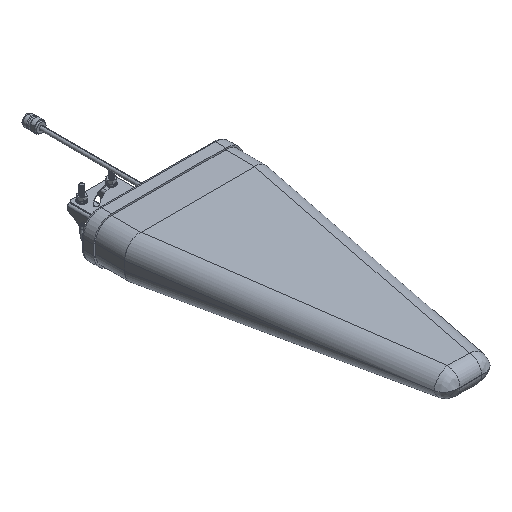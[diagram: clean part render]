
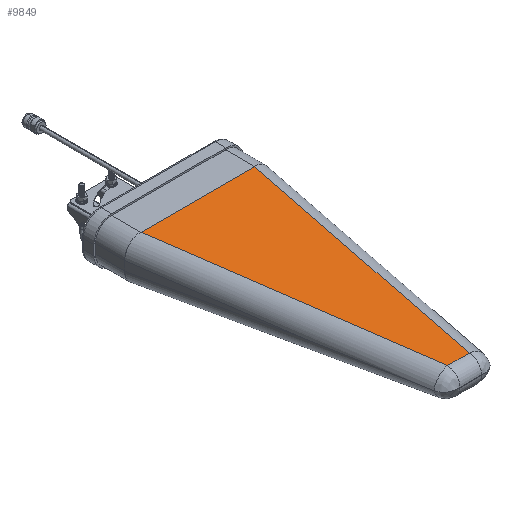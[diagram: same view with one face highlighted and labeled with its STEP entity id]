
A CAD part, isometric view. The second image highlights one B-rep face of the part: STEP entity #9849.
In plain terms, the highlighted planar face has unit normal (0, -0.031, 1).
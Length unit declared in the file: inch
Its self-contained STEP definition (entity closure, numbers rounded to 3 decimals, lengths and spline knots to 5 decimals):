
#2191 = CARTESIAN_POINT ( 'NONE',  ( 3.15975, -2.32283, 1.16142 ) ) ;
#2590 = VERTEX_POINT ( 'NONE', #2191 ) ;
#2651 = VERTEX_POINT ( 'NONE', #33216 ) ;
#3240 = LINE ( 'NONE', #7293, #25136 ) ;
#5753 = DIRECTION ( 'NONE',  ( 0.174, -0.984, -0.03 ) ) ;
#6852 = DIRECTION ( 'NONE',  ( 1., 0., 0. ) ) ;
#7293 = CARTESIAN_POINT ( 'NONE',  ( 3.18732, -2.1665, 1.16624 ) ) ;
#9849 = ADVANCED_FACE ( 'NONE', ( #26846 ), #23064, .F. ) ;
#14413 = CARTESIAN_POINT ( 'NONE',  ( -7.5, -16.83544, 0.71401 ) ) ;
#16441 = VECTOR ( 'NONE', #6852, 39.37008 ) ;
#18220 = DIRECTION ( 'NONE',  ( 1., 0., 0. ) ) ;
#19260 = ORIENTED_EDGE ( 'NONE', *, *, #27155, .T. ) ;
#19863 = CARTESIAN_POINT ( 'NONE',  ( -7.5, -2.32283, 1.16142 ) ) ;
#19955 = VECTOR ( 'NONE', #5753, 39.37008 ) ;
#21478 = CARTESIAN_POINT ( 'NONE',  ( -3.2905, -1.58129, 1.18428 ) ) ;
#23064 = PLANE ( 'NONE',  #40758 ) ;
#24088 = DIRECTION ( 'NONE',  ( 0.174, 0.984, 0.03 ) ) ;
#25136 = VECTOR ( 'NONE', #24088, 39.37008 ) ;
#26846 = FACE_OUTER_BOUND ( 'NONE', #48391, .T. ) ;
#27097 = EDGE_CURVE ( 'NONE', #43993, #2651, #46877, .T. ) ;
#27155 = EDGE_CURVE ( 'NONE', #2651, #36821, #51459, .T. ) ;
#29886 = ORIENTED_EDGE ( 'NONE', *, *, #39257, .T. ) ;
#29936 = ORIENTED_EDGE ( 'NONE', *, *, #27097, .T. ) ;
#32326 = CARTESIAN_POINT ( 'NONE',  ( -3.15975, -2.32283, 1.16142 ) ) ;
#33216 = CARTESIAN_POINT ( 'NONE',  ( -0.60079, -16.83544, 0.71401 ) ) ;
#35964 = ORIENTED_EDGE ( 'NONE', *, *, #42341, .F. ) ;
#36313 = CARTESIAN_POINT ( 'NONE',  ( -7.5, -2.32283, 1.16142 ) ) ;
#36821 = VERTEX_POINT ( 'NONE', #48700 ) ;
#39257 = EDGE_CURVE ( 'NONE', #36821, #2590, #3240, .T. ) ;
#40758 = AXIS2_PLACEMENT_3D ( 'NONE', #36313, #44147, #52000 ) ;
#42341 = EDGE_CURVE ( 'NONE', #43993, #2590, #43650, .T. ) ;
#43650 = LINE ( 'NONE', #19863, #16441 ) ;
#43993 = VERTEX_POINT ( 'NONE', #32326 ) ;
#44147 = DIRECTION ( 'NONE',  ( 0., 0.031, -1. ) ) ;
#46877 = LINE ( 'NONE', #21478, #19955 ) ;
#48391 = EDGE_LOOP ( 'NONE', ( #29936, #19260, #29886, #35964 ) ) ;
#48700 = CARTESIAN_POINT ( 'NONE',  ( 0.60079, -16.83544, 0.71401 ) ) ;
#49326 = VECTOR ( 'NONE', #18220, 39.37008 ) ;
#51459 = LINE ( 'NONE', #14413, #49326 ) ;
#52000 = DIRECTION ( 'NONE',  ( 0., 1., 0.031 ) ) ;
